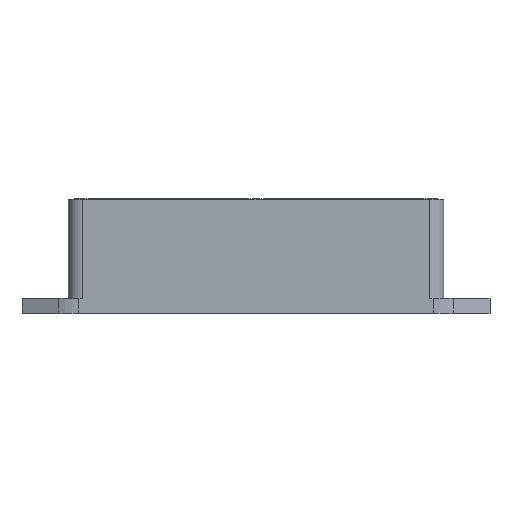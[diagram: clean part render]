
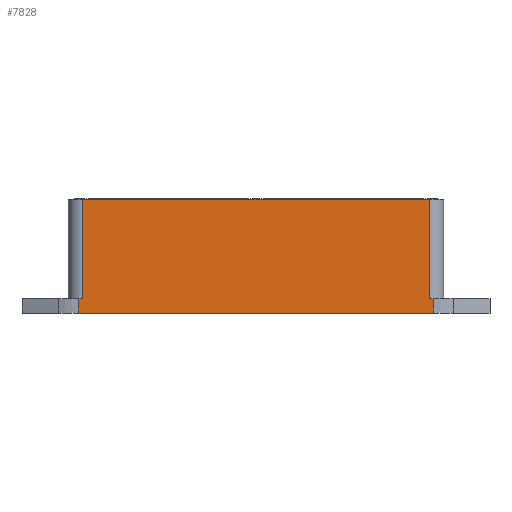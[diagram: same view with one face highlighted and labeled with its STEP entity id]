
A CAD part, top view. The second image highlights one B-rep face of the part: STEP entity #7828.
In plain terms, the highlighted planar face has unit normal (0, 0, 1).
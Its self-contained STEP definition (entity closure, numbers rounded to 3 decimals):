
#64 = VERTEX_POINT ( 'NONE', #7200 ) ;
#187 = CARTESIAN_POINT ( 'NONE',  ( 153.607, 6., 0. ) ) ;
#361 = VECTOR ( 'NONE', #3990, 1000. ) ;
#608 = ORIENTED_EDGE ( 'NONE', *, *, #4193, .T. ) ;
#640 = EDGE_LOOP ( 'NONE', ( #1975, #8722, #608, #6289, #1105, #2512, #792, #7685 ) ) ;
#659 = EDGE_CURVE ( 'NONE', #4202, #7833, #4761, .T. ) ;
#691 = CARTESIAN_POINT ( 'NONE',  ( 0., 6., 0. ) ) ;
#792 = ORIENTED_EDGE ( 'NONE', *, *, #6197, .T. ) ;
#965 = VECTOR ( 'NONE', #2947, 1000. ) ;
#1105 = ORIENTED_EDGE ( 'NONE', *, *, #4275, .F. ) ;
#1107 = DIRECTION ( 'NONE',  ( -1., 0., 0. ) ) ;
#1148 = VECTOR ( 'NONE', #1107, 1000. ) ;
#1197 = LINE ( 'NONE', #7268, #965 ) ;
#1440 = VECTOR ( 'NONE', #7850, 1000. ) ;
#1787 = VERTEX_POINT ( 'NONE', #6826 ) ;
#1888 = VERTEX_POINT ( 'NONE', #8309 ) ;
#1975 = ORIENTED_EDGE ( 'NONE', *, *, #4645, .T. ) ;
#2234 = CARTESIAN_POINT ( 'NONE',  ( 6., 48., 0. ) ) ;
#2321 = PLANE ( 'NONE',  #4516 ) ;
#2512 = ORIENTED_EDGE ( 'NONE', *, *, #3109, .T. ) ;
#2834 = CARTESIAN_POINT ( 'NONE',  ( 153.607, 0., 0. ) ) ;
#2947 = DIRECTION ( 'NONE',  ( 1., 0., 0. ) ) ;
#3007 = CARTESIAN_POINT ( 'NONE',  ( 0., 48., 0. ) ) ;
#3025 = LINE ( 'NONE', #5405, #1148 ) ;
#3035 = DIRECTION ( 'NONE',  ( -1., 0., 0. ) ) ;
#3109 = EDGE_CURVE ( 'NONE', #6695, #7050, #3799, .T. ) ;
#3255 = CARTESIAN_POINT ( 'NONE',  ( 152., 48., 0. ) ) ;
#3262 = CARTESIAN_POINT ( 'NONE',  ( 152., 48., 0. ) ) ;
#3305 = LINE ( 'NONE', #6936, #8772 ) ;
#3687 = LINE ( 'NONE', #9067, #9170 ) ;
#3745 = CARTESIAN_POINT ( 'NONE',  ( 153.607, 48., 0. ) ) ;
#3799 = LINE ( 'NONE', #7885, #9274 ) ;
#3990 = DIRECTION ( 'NONE',  ( 0., 1., 0. ) ) ;
#4089 = DIRECTION ( 'NONE',  ( 0., -1., 0. ) ) ;
#4183 = LINE ( 'NONE', #3262, #361 ) ;
#4193 = EDGE_CURVE ( 'NONE', #7833, #64, #6949, .T. ) ;
#4202 = VERTEX_POINT ( 'NONE', #2834 ) ;
#4275 = EDGE_CURVE ( 'NONE', #6695, #6983, #1197, .T. ) ;
#4516 = AXIS2_PLACEMENT_3D ( 'NONE', #3007, #7352, #3035 ) ;
#4645 = EDGE_CURVE ( 'NONE', #1787, #4202, #3305, .T. ) ;
#4761 = LINE ( 'NONE', #3745, #8538 ) ;
#4770 = DIRECTION ( 'NONE',  ( 1., 0., 0. ) ) ;
#4817 = CARTESIAN_POINT ( 'NONE',  ( 6., 6., 0. ) ) ;
#5405 = CARTESIAN_POINT ( 'NONE',  ( 0., 6., 0. ) ) ;
#5666 = EDGE_CURVE ( 'NONE', #64, #6983, #4183, .T. ) ;
#6197 = EDGE_CURVE ( 'NONE', #7050, #1888, #3025, .T. ) ;
#6289 = ORIENTED_EDGE ( 'NONE', *, *, #5666, .T. ) ;
#6444 = EDGE_CURVE ( 'NONE', #1888, #1787, #3687, .T. ) ;
#6669 = FACE_OUTER_BOUND ( 'NONE', #640, .T. ) ;
#6695 = VERTEX_POINT ( 'NONE', #2234 ) ;
#6826 = CARTESIAN_POINT ( 'NONE',  ( 4.393, 0., 0. ) ) ;
#6936 = CARTESIAN_POINT ( 'NONE',  ( 0., 0., 0. ) ) ;
#6949 = LINE ( 'NONE', #691, #1440 ) ;
#6983 = VERTEX_POINT ( 'NONE', #3255 ) ;
#7050 = VERTEX_POINT ( 'NONE', #4817 ) ;
#7200 = CARTESIAN_POINT ( 'NONE',  ( 152., 6., 0. ) ) ;
#7268 = CARTESIAN_POINT ( 'NONE',  ( 0., 48., 0. ) ) ;
#7352 = DIRECTION ( 'NONE',  ( 0., 0., -1. ) ) ;
#7685 = ORIENTED_EDGE ( 'NONE', *, *, #6444, .T. ) ;
#7828 = ADVANCED_FACE ( 'NONE', ( #6669 ), #2321, .F. ) ;
#7833 = VERTEX_POINT ( 'NONE', #187 ) ;
#7850 = DIRECTION ( 'NONE',  ( -1., 0., 0. ) ) ;
#7885 = CARTESIAN_POINT ( 'NONE',  ( 6., 48., 0. ) ) ;
#8054 = DIRECTION ( 'NONE',  ( 0., 1., 0. ) ) ;
#8309 = CARTESIAN_POINT ( 'NONE',  ( 4.393, 6., 0. ) ) ;
#8538 = VECTOR ( 'NONE', #8054, 1000. ) ;
#8565 = DIRECTION ( 'NONE',  ( 0., -1., 0. ) ) ;
#8722 = ORIENTED_EDGE ( 'NONE', *, *, #659, .T. ) ;
#8772 = VECTOR ( 'NONE', #4770, 1000. ) ;
#9067 = CARTESIAN_POINT ( 'NONE',  ( 4.393, 0., 0. ) ) ;
#9170 = VECTOR ( 'NONE', #4089, 1000. ) ;
#9274 = VECTOR ( 'NONE', #8565, 1000. ) ;
